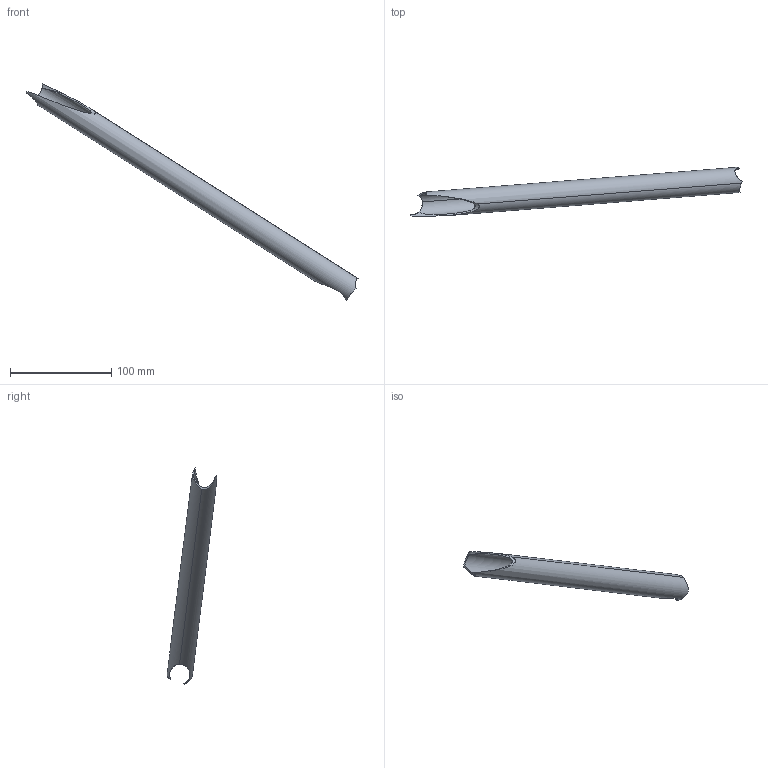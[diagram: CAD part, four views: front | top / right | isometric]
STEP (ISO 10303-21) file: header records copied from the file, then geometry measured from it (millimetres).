
FILE_DESCRIPTION(('STEP AP214'),'1');
FILE_NAME('Symmetry of Shape_740.stp','2019-02-26T16:43:11',(' '),(' '),'Spatial InterOp 3D',' ',' ');
FILE_SCHEMA(('AUTOMOTIVE_DESIGN { 1 0 10303 214 1 1 1 1 }'));
Length unit declared in the file: metre
Products named in the file (1): Corps principal
Bounding box: 328.1 x 49.04 x 213.82 mm (x, y, z)
Volume: 35794.2 mm3; surface area: 50665.7 mm2
Topology: 1 solids, 1 shells, 21 faces, 64 edges, 43 vertices
Faces by surface type: cylinder 19, plane 2
Entity records: 1782 total; most frequent: CARTESIAN_POINT 1065, ORIENTED_EDGE 128, DIRECTION 88, EDGE_CURVE 64, VERTEX_POINT 43, AXIS2_PLACEMENT_3D 39, B_SPLINE_CURVE_WITH_KNOTS 37, STYLED_ITEM 22
